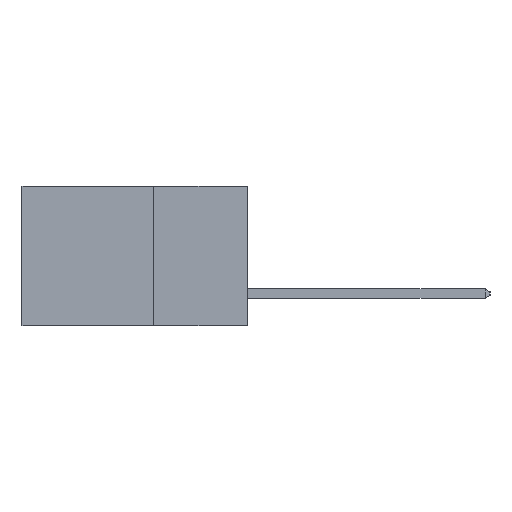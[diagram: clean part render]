
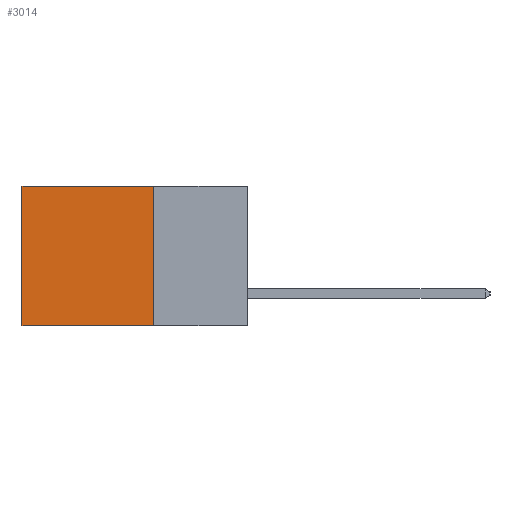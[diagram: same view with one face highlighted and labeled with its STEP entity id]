
A CAD part, left-side view. The second image highlights one B-rep face of the part: STEP entity #3014.
In plain terms, the highlighted planar face has unit normal (-1, 0, 0).
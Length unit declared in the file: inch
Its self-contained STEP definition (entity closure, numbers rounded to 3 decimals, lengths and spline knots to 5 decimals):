
#39 = DIRECTION ( 'NONE',  ( 0., 0., -1. ) ) ;
#95 = AXIS2_PLACEMENT_3D ( 'NONE', #14770, #9143, #39 ) ;
#429 = VERTEX_POINT ( 'NONE', #7955 ) ;
#1449 = VECTOR ( 'NONE', #11712, 39.37008 ) ;
#2341 = PLANE ( 'NONE',  #95 ) ;
#2469 = CARTESIAN_POINT ( 'NONE',  ( 0.2615, 0.25, 0. ) ) ;
#2685 = EDGE_CURVE ( 'NONE', #9039, #3171, #6801, .T. ) ;
#2784 = VECTOR ( 'NONE', #14650, 39.37008 ) ;
#3014 = ADVANCED_FACE ( 'NONE', ( #9846 ), #2341, .F. ) ;
#3171 = VERTEX_POINT ( 'NONE', #9342 ) ;
#3579 = ORIENTED_EDGE ( 'NONE', *, *, #2685, .F. ) ;
#3718 = LINE ( 'NONE', #4132, #7288 ) ;
#4132 = CARTESIAN_POINT ( 'NONE',  ( 0.2615, 0.6, -0.37 ) ) ;
#5538 = ORIENTED_EDGE ( 'NONE', *, *, #9277, .T. ) ;
#5619 = VECTOR ( 'NONE', #8472, 39.37008 ) ;
#5953 = EDGE_CURVE ( 'NONE', #9039, #13200, #11919, .T. ) ;
#6247 = DIRECTION ( 'NONE',  ( 0., 0., -1. ) ) ;
#6801 = LINE ( 'NONE', #12831, #1449 ) ;
#7244 = CARTESIAN_POINT ( 'NONE',  ( 0.2615, 0.6, 0. ) ) ;
#7288 = VECTOR ( 'NONE', #6247, 39.37008 ) ;
#7955 = CARTESIAN_POINT ( 'NONE',  ( 0.2615, 0.6, -0.37 ) ) ;
#8472 = DIRECTION ( 'NONE',  ( 0., 1., 0. ) ) ;
#8671 = LINE ( 'NONE', #10640, #5619 ) ;
#9039 = VERTEX_POINT ( 'NONE', #2469 ) ;
#9143 = DIRECTION ( 'NONE',  ( 1., 0., 0. ) ) ;
#9277 = EDGE_CURVE ( 'NONE', #13200, #429, #3718, .T. ) ;
#9342 = CARTESIAN_POINT ( 'NONE',  ( 0.2615, 0.25, -0.37 ) ) ;
#9846 = FACE_OUTER_BOUND ( 'NONE', #13519, .T. ) ;
#10515 = ORIENTED_EDGE ( 'NONE', *, *, #5953, .T. ) ;
#10640 = CARTESIAN_POINT ( 'NONE',  ( 0.2615, 0.25, -0.37 ) ) ;
#11712 = DIRECTION ( 'NONE',  ( 0., 0., -1. ) ) ;
#11857 = EDGE_CURVE ( 'NONE', #3171, #429, #8671, .T. ) ;
#11919 = LINE ( 'NONE', #12131, #2784 ) ;
#12131 = CARTESIAN_POINT ( 'NONE',  ( 0.2615, 0.25, 0. ) ) ;
#12831 = CARTESIAN_POINT ( 'NONE',  ( 0.2615, 0.25, -0.37 ) ) ;
#13200 = VERTEX_POINT ( 'NONE', #7244 ) ;
#13519 = EDGE_LOOP ( 'NONE', ( #5538, #14232, #3579, #10515 ) ) ;
#14232 = ORIENTED_EDGE ( 'NONE', *, *, #11857, .F. ) ;
#14650 = DIRECTION ( 'NONE',  ( 0., 1., 0. ) ) ;
#14770 = CARTESIAN_POINT ( 'NONE',  ( 0.2615, 0.25, -0.37 ) ) ;
